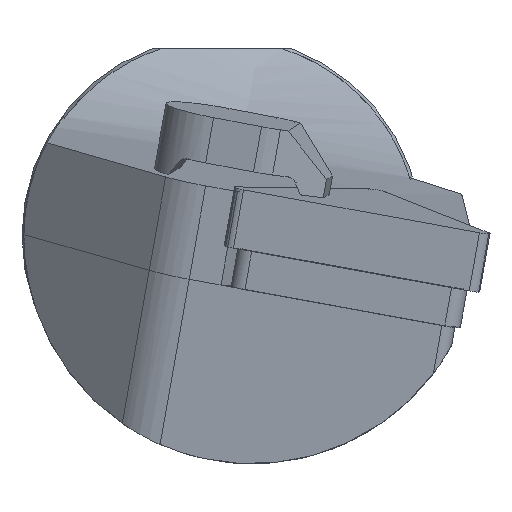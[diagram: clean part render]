
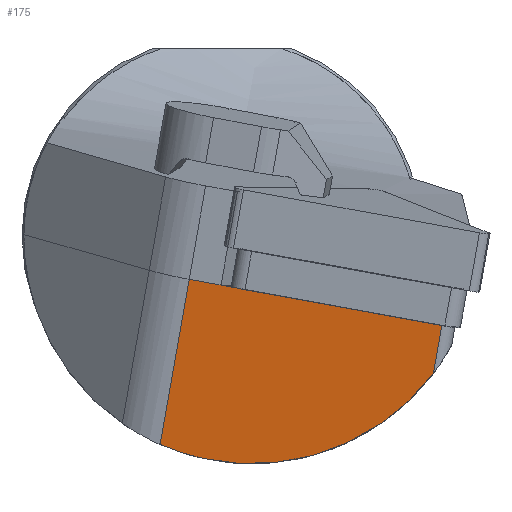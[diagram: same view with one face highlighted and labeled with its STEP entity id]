
A CAD part, left-side view. The second image highlights one B-rep face of the part: STEP entity #175.
In plain terms, the highlighted planar face has unit normal (-0.993, 0.069, -0.094).
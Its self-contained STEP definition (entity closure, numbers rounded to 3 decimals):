
#164=ELLIPSE('',#1166,18.375,18.25);
#175=ADVANCED_FACE('',(#270),#234,.T.);
#234=PLANE('',#1170);
#270=FACE_OUTER_BOUND('',#329,.T.);
#329=EDGE_LOOP('',(#574,#575,#576,#577,#578,#579));
#389=LINE('',#1561,#472);
#394=LINE('',#1623,#477);
#395=LINE('',#1625,#478);
#396=LINE('',#1627,#479);
#397=LINE('',#1628,#480);
#472=VECTOR('',#1267,1.);
#477=VECTOR('',#1294,1.);
#478=VECTOR('',#1295,1.);
#479=VECTOR('',#1296,1.);
#480=VECTOR('',#1297,1.);
#574=ORIENTED_EDGE('',*,*,#985,.T.);
#575=ORIENTED_EDGE('',*,*,#969,.T.);
#576=ORIENTED_EDGE('',*,*,#986,.T.);
#577=ORIENTED_EDGE('',*,*,#987,.T.);
#578=ORIENTED_EDGE('',*,*,#978,.F.);
#579=ORIENTED_EDGE('',*,*,#988,.F.);
#867=VERTEX_POINT('',#1558);
#868=VERTEX_POINT('',#1560);
#876=VERTEX_POINT('',#1602);
#877=VERTEX_POINT('',#1604);
#882=VERTEX_POINT('',#1624);
#883=VERTEX_POINT('',#1626);
#969=EDGE_CURVE('',#867,#868,#389,.T.);
#978=EDGE_CURVE('',#876,#877,#164,.T.);
#985=EDGE_CURVE('',#882,#867,#394,.T.);
#986=EDGE_CURVE('',#868,#883,#395,.T.);
#987=EDGE_CURVE('',#883,#877,#396,.T.);
#988=EDGE_CURVE('',#882,#876,#397,.T.);
#1166=AXIS2_PLACEMENT_3D('',#1603,#1283,#1284);
#1170=AXIS2_PLACEMENT_3D('',#1629,#1298,#1299);
#1267=DIRECTION('',(0.051,0.983,0.179));
#1283=DIRECTION('',(0.993,-0.069,0.094));
#1284=DIRECTION('',(-0.117,-0.589,0.8));
#1294=DIRECTION('',(0.051,0.983,0.179));
#1295=DIRECTION('',(0.051,0.983,0.179));
#1296=DIRECTION('',(0.105,0.173,-0.979));
#1297=DIRECTION('',(0.105,0.173,-0.979));
#1298=DIRECTION('',(-0.993,0.069,-0.094));
#1299=DIRECTION('',(-0.094,0.,0.996));
#1558=CARTESIAN_POINT('',(-197.138,11.7,-4.222));
#1560=CARTESIAN_POINT('',(-197.071,12.977,-3.989));
#1561=CARTESIAN_POINT('',(-196.937,15.528,-3.525));
#1602=CARTESIAN_POINT('',(-197.585,-4.026,-11.07));
#1603=CARTESIAN_POINT('',(-197.614,10.517,-0.046));
#1604=CARTESIAN_POINT('',(-195.525,17.861,-16.753));
#1623=CARTESIAN_POINT('',(-196.937,15.528,-3.525));
#1624=CARTESIAN_POINT('',(-197.997,-4.708,-7.207));
#1625=CARTESIAN_POINT('',(-196.937,15.528,-3.525));
#1626=CARTESIAN_POINT('',(-196.937,15.528,-3.525));
#1627=CARTESIAN_POINT('',(-233.866,-45.484,342.489));
#1628=CARTESIAN_POINT('',(-234.926,-65.719,338.808));
#1629=CARTESIAN_POINT('',(-233.866,-45.484,342.489));
